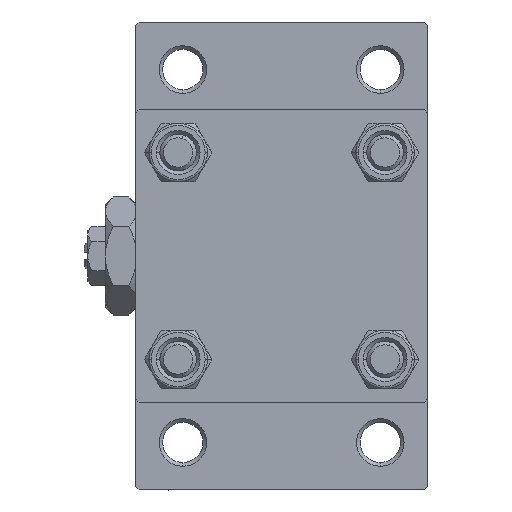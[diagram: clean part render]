
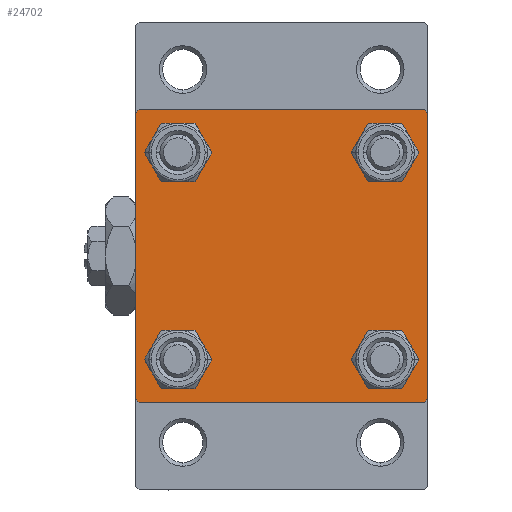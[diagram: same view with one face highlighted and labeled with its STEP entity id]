
A CAD part, left-side view. The second image highlights one B-rep face of the part: STEP entity #24702.
In plain terms, the highlighted planar face has unit normal (-1, 0, 0).
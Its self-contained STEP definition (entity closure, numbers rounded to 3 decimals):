
#219 = DIRECTION ( 'NONE',  ( 0., 0., 1. ) ) ;
#604 = DIRECTION ( 'NONE',  ( 0., 0., 1. ) ) ;
#692 = FACE_OUTER_BOUND ( 'NONE', #25035, .T. ) ;
#933 = EDGE_CURVE ( 'NONE', #22952, #46661, #10743, .T. ) ;
#956 = VERTEX_POINT ( 'NONE', #17716 ) ;
#986 = VERTEX_POINT ( 'NONE', #41610 ) ;
#1005 = DIRECTION ( 'NONE',  ( 0., 0., 1. ) ) ;
#1042 = CARTESIAN_POINT ( 'NONE',  ( 0., -14.15, 11.15 ) ) ;
#1200 = EDGE_CURVE ( 'NONE', #18722, #956, #22792, .T. ) ;
#2061 = VERTEX_POINT ( 'NONE', #31813 ) ;
#2291 = AXIS2_PLACEMENT_3D ( 'NONE', #42722, #8595, #16312 ) ;
#2294 = CARTESIAN_POINT ( 'NONE',  ( 0., 14.15, 14.15 ) ) ;
#2318 = DIRECTION ( 'NONE',  ( 0., 0., 1. ) ) ;
#2689 = EDGE_LOOP ( 'NONE', ( #6305, #41263 ) ) ;
#2801 = VECTOR ( 'NONE', #20655, 1000. ) ;
#3131 = CIRCLE ( 'NONE', #2291, 3. ) ;
#4435 = CARTESIAN_POINT ( 'NONE',  ( 0., 0., 0. ) ) ;
#4591 = DIRECTION ( 'NONE',  ( 1., 0., 0. ) ) ;
#4962 = EDGE_CURVE ( 'NONE', #29148, #13711, #3131, .T. ) ;
#4983 = VERTEX_POINT ( 'NONE', #20056 ) ;
#5112 = DIRECTION ( 'NONE',  ( 1., 0., 0. ) ) ;
#5289 = VECTOR ( 'NONE', #7789, 1000. ) ;
#5308 = CARTESIAN_POINT ( 'NONE',  ( 0., -20., -19.5 ) ) ;
#5460 = CARTESIAN_POINT ( 'NONE',  ( 0., -20., 20. ) ) ;
#6305 = ORIENTED_EDGE ( 'NONE', *, *, #33673, .T. ) ;
#6652 = VERTEX_POINT ( 'NONE', #18501 ) ;
#6721 = EDGE_CURVE ( 'NONE', #13711, #29148, #20636, .T. ) ;
#6937 = VECTOR ( 'NONE', #44361, 1000. ) ;
#7464 = EDGE_CURVE ( 'NONE', #26168, #2061, #38184, .T. ) ;
#7685 = CARTESIAN_POINT ( 'NONE',  ( 0., 14.15, -11.15 ) ) ;
#7789 = DIRECTION ( 'NONE',  ( 0., 0.707, -0.707 ) ) ;
#8177 = FACE_BOUND ( 'NONE', #45953, .T. ) ;
#8410 = AXIS2_PLACEMENT_3D ( 'NONE', #16564, #5112, #35994 ) ;
#8595 = DIRECTION ( 'NONE',  ( 1., 0., 0. ) ) ;
#8777 = ORIENTED_EDGE ( 'NONE', *, *, #25094, .T. ) ;
#9052 = VERTEX_POINT ( 'NONE', #1042 ) ;
#9304 = VECTOR ( 'NONE', #44988, 1000. ) ;
#9309 = DIRECTION ( 'NONE',  ( 1., 0., 0. ) ) ;
#9553 = EDGE_LOOP ( 'NONE', ( #24820, #46780 ) ) ;
#10252 = DIRECTION ( 'NONE',  ( 0., -0.707, 0.707 ) ) ;
#10261 = CARTESIAN_POINT ( 'NONE',  ( 0., -20., 19.5 ) ) ;
#10743 = LINE ( 'NONE', #48607, #6937 ) ;
#11400 = AXIS2_PLACEMENT_3D ( 'NONE', #38715, #4591, #604 ) ;
#12157 = FACE_BOUND ( 'NONE', #2689, .T. ) ;
#12256 = LINE ( 'NONE', #46616, #5289 ) ;
#13711 = VERTEX_POINT ( 'NONE', #16610 ) ;
#13714 = AXIS2_PLACEMENT_3D ( 'NONE', #19413, #34840, #34603 ) ;
#14609 = CIRCLE ( 'NONE', #11400, 3. ) ;
#15883 = EDGE_CURVE ( 'NONE', #46661, #42863, #21947, .T. ) ;
#16312 = DIRECTION ( 'NONE',  ( 0., 0., 1. ) ) ;
#16564 = CARTESIAN_POINT ( 'NONE',  ( 0., 14.15, 14.15 ) ) ;
#16610 = CARTESIAN_POINT ( 'NONE',  ( 0., -14.15, -17.15 ) ) ;
#16663 = EDGE_CURVE ( 'NONE', #28253, #4983, #24959, .T. ) ;
#17225 = EDGE_LOOP ( 'NONE', ( #8777, #22843 ) ) ;
#17364 = CIRCLE ( 'NONE', #25298, 3. ) ;
#17716 = CARTESIAN_POINT ( 'NONE',  ( 0., 20., -19.5 ) ) ;
#17759 = DIRECTION ( 'NONE',  ( 0., 0., 1. ) ) ;
#18039 = CARTESIAN_POINT ( 'NONE',  ( 0., 19.5, -20. ) ) ;
#18501 = CARTESIAN_POINT ( 'NONE',  ( 0., 14.15, -17.15 ) ) ;
#18693 = EDGE_CURVE ( 'NONE', #6652, #37025, #14609, .T. ) ;
#18722 = VERTEX_POINT ( 'NONE', #45714 ) ;
#19221 = ORIENTED_EDGE ( 'NONE', *, *, #933, .T. ) ;
#19413 = CARTESIAN_POINT ( 'NONE',  ( 0., -14.15, 14.15 ) ) ;
#20056 = CARTESIAN_POINT ( 'NONE',  ( 0., -19.5, 20. ) ) ;
#20295 = DIRECTION ( 'NONE',  ( 1., 0., 0. ) ) ;
#20475 = DIRECTION ( 'NONE',  ( 0., -1., 0. ) ) ;
#20636 = CIRCLE ( 'NONE', #48509, 3. ) ;
#20655 = DIRECTION ( 'NONE',  ( 0., 0., -1. ) ) ;
#21514 = CARTESIAN_POINT ( 'NONE',  ( 0., -14.15, 14.15 ) ) ;
#21736 = DIRECTION ( 'NONE',  ( 1., 0., 0. ) ) ;
#21866 = VECTOR ( 'NONE', #40988, 1000. ) ;
#21947 = LINE ( 'NONE', #29678, #32782 ) ;
#22562 = CARTESIAN_POINT ( 'NONE',  ( 0., 20., 20. ) ) ;
#22578 = EDGE_CURVE ( 'NONE', #956, #22952, #33029, .T. ) ;
#22792 = LINE ( 'NONE', #22562, #9304 ) ;
#22843 = ORIENTED_EDGE ( 'NONE', *, *, #7464, .T. ) ;
#22952 = VERTEX_POINT ( 'NONE', #18039 ) ;
#23205 = LINE ( 'NONE', #38396, #43757 ) ;
#23367 = PLANE ( 'NONE',  #49006 ) ;
#23458 = EDGE_CURVE ( 'NONE', #27959, #42863, #31377, .T. ) ;
#24702 = ADVANCED_FACE ( 'NONE', ( #8177, #26621, #12157, #27110, #692 ), #23367, .T. ) ;
#24820 = ORIENTED_EDGE ( 'NONE', *, *, #4962, .T. ) ;
#24959 = LINE ( 'NONE', #43646, #25673 ) ;
#25035 = EDGE_LOOP ( 'NONE', ( #46597, #32894, #19221, #38221, #33658, #34237, #37435, #33492 ) ) ;
#25094 = EDGE_CURVE ( 'NONE', #2061, #26168, #41814, .T. ) ;
#25298 = AXIS2_PLACEMENT_3D ( 'NONE', #21514, #9309, #2318 ) ;
#25673 = VECTOR ( 'NONE', #20475, 1000. ) ;
#26024 = CARTESIAN_POINT ( 'NONE',  ( 0., -19.5, -20. ) ) ;
#26168 = VERTEX_POINT ( 'NONE', #26358 ) ;
#26213 = DIRECTION ( 'NONE',  ( 0., 0.707, 0.707 ) ) ;
#26358 = CARTESIAN_POINT ( 'NONE',  ( 0., 14.15, 11.15 ) ) ;
#26621 = FACE_BOUND ( 'NONE', #9553, .T. ) ;
#26776 = EDGE_CURVE ( 'NONE', #28253, #18722, #12256, .T. ) ;
#27110 = FACE_BOUND ( 'NONE', #17225, .T. ) ;
#27959 = VERTEX_POINT ( 'NONE', #10261 ) ;
#28253 = VERTEX_POINT ( 'NONE', #41076 ) ;
#29005 = DIRECTION ( 'NONE',  ( 0., 0., 1. ) ) ;
#29148 = VERTEX_POINT ( 'NONE', #33402 ) ;
#29325 = ORIENTED_EDGE ( 'NONE', *, *, #43223, .T. ) ;
#29678 = CARTESIAN_POINT ( 'NONE',  ( 0., -19.75, -19.75 ) ) ;
#30222 = AXIS2_PLACEMENT_3D ( 'NONE', #2294, #21736, #17759 ) ;
#30597 = DIRECTION ( 'NONE',  ( -1., 0., 0. ) ) ;
#31377 = LINE ( 'NONE', #5460, #2801 ) ;
#31813 = CARTESIAN_POINT ( 'NONE',  ( 0., 14.15, 17.15 ) ) ;
#32782 = VECTOR ( 'NONE', #10252, 1000. ) ;
#32894 = ORIENTED_EDGE ( 'NONE', *, *, #22578, .T. ) ;
#33029 = LINE ( 'NONE', #37246, #21866 ) ;
#33402 = CARTESIAN_POINT ( 'NONE',  ( 0., -14.15, -11.15 ) ) ;
#33492 = ORIENTED_EDGE ( 'NONE', *, *, #26776, .T. ) ;
#33658 = ORIENTED_EDGE ( 'NONE', *, *, #23458, .F. ) ;
#33673 = EDGE_CURVE ( 'NONE', #37025, #6652, #41240, .T. ) ;
#34237 = ORIENTED_EDGE ( 'NONE', *, *, #38282, .T. ) ;
#34400 = EDGE_CURVE ( 'NONE', #986, #9052, #17364, .T. ) ;
#34603 = DIRECTION ( 'NONE',  ( 0., 0., 1. ) ) ;
#34840 = DIRECTION ( 'NONE',  ( 1., 0., 0. ) ) ;
#35735 = CARTESIAN_POINT ( 'NONE',  ( 0., 14.15, -14.15 ) ) ;
#35994 = DIRECTION ( 'NONE',  ( 0., 0., 1. ) ) ;
#35996 = CIRCLE ( 'NONE', #13714, 3. ) ;
#37025 = VERTEX_POINT ( 'NONE', #7685 ) ;
#37246 = CARTESIAN_POINT ( 'NONE',  ( 0., 19.75, -19.75 ) ) ;
#37435 = ORIENTED_EDGE ( 'NONE', *, *, #16663, .F. ) ;
#38184 = CIRCLE ( 'NONE', #30222, 3. ) ;
#38221 = ORIENTED_EDGE ( 'NONE', *, *, #15883, .T. ) ;
#38282 = EDGE_CURVE ( 'NONE', #27959, #4983, #23205, .T. ) ;
#38389 = DIRECTION ( 'NONE',  ( 1., 0., 0. ) ) ;
#38396 = CARTESIAN_POINT ( 'NONE',  ( 0., -19.75, 19.75 ) ) ;
#38715 = CARTESIAN_POINT ( 'NONE',  ( 0., 14.15, -14.15 ) ) ;
#40404 = AXIS2_PLACEMENT_3D ( 'NONE', #35735, #20295, #29005 ) ;
#40988 = DIRECTION ( 'NONE',  ( 0., -0.707, -0.707 ) ) ;
#41076 = CARTESIAN_POINT ( 'NONE',  ( 0., 19.5, 20. ) ) ;
#41240 = CIRCLE ( 'NONE', #40404, 3. ) ;
#41263 = ORIENTED_EDGE ( 'NONE', *, *, #18693, .T. ) ;
#41610 = CARTESIAN_POINT ( 'NONE',  ( 0., -14.15, 17.15 ) ) ;
#41814 = CIRCLE ( 'NONE', #8410, 3. ) ;
#42722 = CARTESIAN_POINT ( 'NONE',  ( 0., -14.15, -14.15 ) ) ;
#42863 = VERTEX_POINT ( 'NONE', #5308 ) ;
#43112 = CARTESIAN_POINT ( 'NONE',  ( 0., -14.15, -14.15 ) ) ;
#43223 = EDGE_CURVE ( 'NONE', #9052, #986, #35996, .T. ) ;
#43646 = CARTESIAN_POINT ( 'NONE',  ( 0., 20., 20. ) ) ;
#43757 = VECTOR ( 'NONE', #26213, 1000. ) ;
#44361 = DIRECTION ( 'NONE',  ( 0., -1., 0. ) ) ;
#44988 = DIRECTION ( 'NONE',  ( 0., 0., -1. ) ) ;
#45714 = CARTESIAN_POINT ( 'NONE',  ( 0., 20., 19.5 ) ) ;
#45953 = EDGE_LOOP ( 'NONE', ( #48272, #29325 ) ) ;
#46597 = ORIENTED_EDGE ( 'NONE', *, *, #1200, .T. ) ;
#46616 = CARTESIAN_POINT ( 'NONE',  ( 0., 19.75, 19.75 ) ) ;
#46661 = VERTEX_POINT ( 'NONE', #26024 ) ;
#46780 = ORIENTED_EDGE ( 'NONE', *, *, #6721, .T. ) ;
#48272 = ORIENTED_EDGE ( 'NONE', *, *, #34400, .T. ) ;
#48509 = AXIS2_PLACEMENT_3D ( 'NONE', #43112, #38389, #1005 ) ;
#48607 = CARTESIAN_POINT ( 'NONE',  ( 0., 20., -20. ) ) ;
#49006 = AXIS2_PLACEMENT_3D ( 'NONE', #4435, #30597, #219 ) ;
